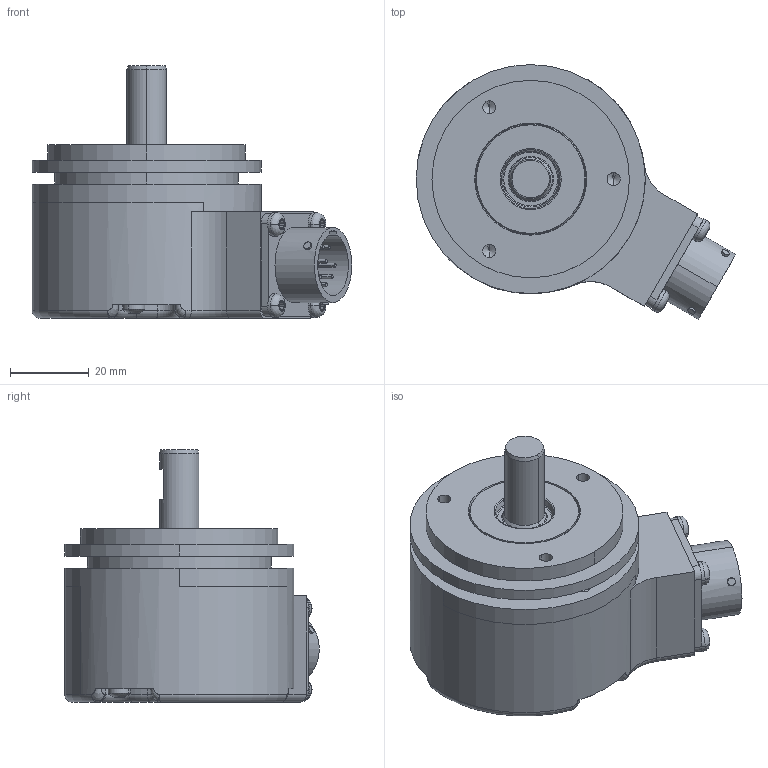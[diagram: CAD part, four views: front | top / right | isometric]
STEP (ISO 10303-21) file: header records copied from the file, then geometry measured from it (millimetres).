
FILE_DESCRIPTION((''),'2;1');
FILE_NAME('515429','2010-11-10T',('se2802'),(''),'PRO/ENGINEER BY PARAMETRIC TECHNOLOGY CORPORATION, 2010180','PRO/ENGINEER BY PARAMETRIC TECHNOLOGY CORPORATION, 2010180','');
FILE_SCHEMA(('CONFIG_CONTROL_DESIGN'));
Length unit declared in the file: millimetre
Products named in the file (1): 515429
Bounding box: 80.95 x 64.48 x 64 mm (x, y, z)
Volume: 122915.3 mm3; surface area: 20422.5 mm2
Topology: 1 solids, 3 shells, 971 faces, 2601 edges, 1703 vertices
Faces by surface type: extrusion 324, plane 310, cylinder 252, torus 37, cone 22, bspline 14, sphere 12
Entity records: 35317 total; most frequent: CARTESIAN_POINT 12046, ORIENTED_EDGE 5190, DIRECTION 4070, EDGE_CURVE 2595, VERTEX_POINT 1703, VECTOR 1358, AXIS2_PLACEMENT_3D 1356, B_SPLINE_CURVE_WITH_KNOTS 1162
